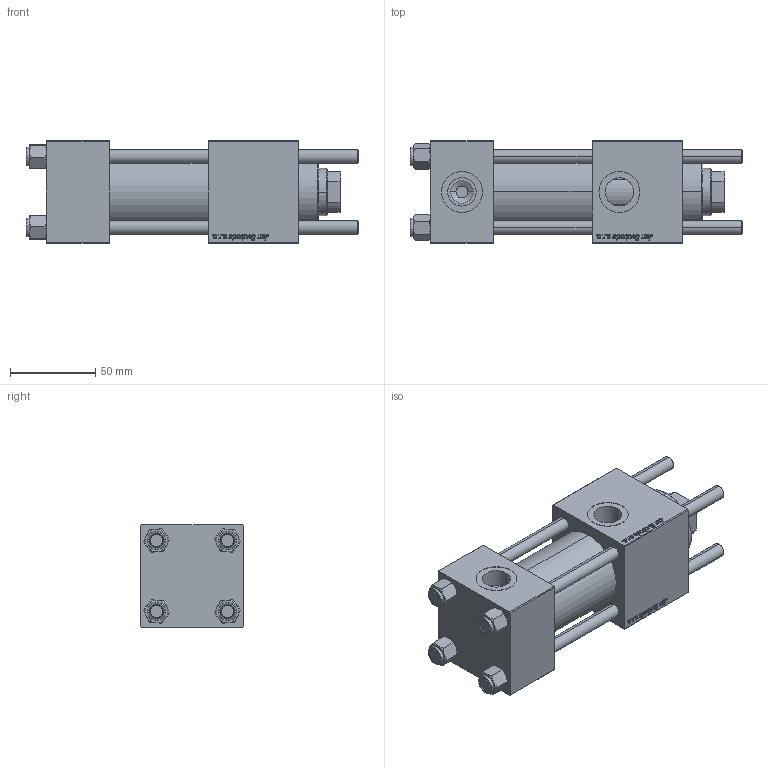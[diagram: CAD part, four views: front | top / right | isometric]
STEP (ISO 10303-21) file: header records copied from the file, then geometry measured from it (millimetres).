
FILE_DESCRIPTION (( 'STEP AP203' ), '1' );
FILE_NAME ('b189.STEP', '2022-04-14T10:58:49', ( '' ), ( '' ), 'SwSTEP 2.0', 'SolidWorks 2019', '' );
FILE_SCHEMA (( 'CONFIG_CONTROL_DESIGN' ));
Length unit declared in the file: millimetre
Products named in the file (6): NUT_M5_B 8046a2a3323a01b1a1d3b9f7dbcc2307; V215CR_VCP_B 8046a2a3323a01b1a1d3b9f7dbcc2307; V215_VC_A 8046a2a3323a01b1a1d3b9f7dbcc2307; b189; V215CR_B-1 8046a2a3323a01b1a1d3b9f7dbcc2307; V215CR_B_TYCINKA 8046a2a3323a01b1a1d3b9f7dbcc2307
Assembly tree (11 placements, depth 2):
  b189
    V215CR_B-1 8046a2a3323a01b1a1d3b9f7dbcc2307
    V215CR_VCP_B 8046a2a3323a01b1a1d3b9f7dbcc2307
    NUT_M5_B 8046a2a3323a01b1a1d3b9f7dbcc2307  x4
    V215CR_B_TYCINKA 8046a2a3323a01b1a1d3b9f7dbcc2307  x4
    V215_VC_A 8046a2a3323a01b1a1d3b9f7dbcc2307
Bounding box: 195 x 60 x 60 mm (x, y, z)
Volume: 435407.4 mm3; surface area: 120123.2 mm2
Topology: 11 solids, 11 shells, 1165 faces, 2952 edges, 1915 vertices
Faces by surface type: bspline 504, plane 435, cone 136, cylinder 82, torus 8
Entity records: 57018 total; most frequent: CARTESIAN_POINT 34077, ORIENTED_EDGE 5396, DIRECTION 2960, EDGE_CURVE 2698, VERTEX_POINT 1771, LINE 1448, VECTOR 1448, EDGE_LOOP 1169
